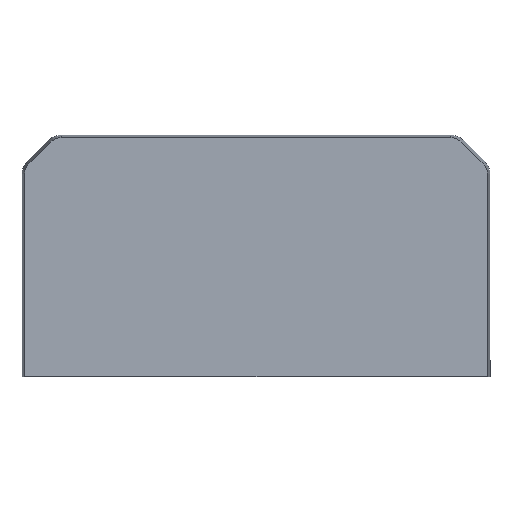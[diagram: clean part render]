
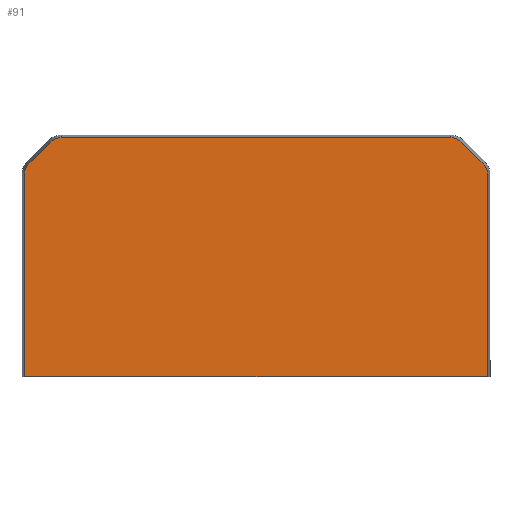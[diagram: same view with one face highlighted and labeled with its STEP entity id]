
A CAD part, front view. The second image highlights one B-rep face of the part: STEP entity #91.
In plain terms, the highlighted planar face has unit normal (0, -1, 0).
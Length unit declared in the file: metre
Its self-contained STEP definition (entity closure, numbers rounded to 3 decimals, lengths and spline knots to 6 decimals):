
#91 = ADVANCED_FACE( '', ( #203 ), #204, .T. );
#203 = FACE_OUTER_BOUND( '', #332, .T. );
#204 = PLANE( '', #333 );
#332 = EDGE_LOOP( '', ( #556, #557, #558, #559, #560, #561, #562, #563, #564, #565 ) );
#333 = AXIS2_PLACEMENT_3D( '', #566, #567, #568 );
#556 = ORIENTED_EDGE( '', *, *, #833, .T. );
#557 = ORIENTED_EDGE( '', *, *, #834, .T. );
#558 = ORIENTED_EDGE( '', *, *, #804, .T. );
#559 = ORIENTED_EDGE( '', *, *, #835, .T. );
#560 = ORIENTED_EDGE( '', *, *, #836, .T. );
#561 = ORIENTED_EDGE( '', *, *, #837, .T. );
#562 = ORIENTED_EDGE( '', *, *, #838, .T. );
#563 = ORIENTED_EDGE( '', *, *, #789, .T. );
#564 = ORIENTED_EDGE( '', *, *, #831, .F. );
#565 = ORIENTED_EDGE( '', *, *, #781, .F. );
#566 = CARTESIAN_POINT( '', ( 0., -0.024, 0. ) );
#567 = DIRECTION( '', ( 0., -1., 0. ) );
#568 = DIRECTION( '', ( 1., 0., 0. ) );
#781 = EDGE_CURVE( '', #942, #944, #945, .T. );
#789 = EDGE_CURVE( '', #957, #958, #959, .T. );
#804 = EDGE_CURVE( '', #980, #981, #982, .T. );
#831 = EDGE_CURVE( '', #944, #958, #1022, .T. );
#833 = EDGE_CURVE( '', #942, #1024, #1025, .F. );
#834 = EDGE_CURVE( '', #1024, #980, #1026, .T. );
#835 = EDGE_CURVE( '', #981, #1027, #1028, .T. );
#836 = EDGE_CURVE( '', #1027, #1029, #1030, .F. );
#837 = EDGE_CURVE( '', #1029, #1031, #1032, .T. );
#838 = EDGE_CURVE( '', #1031, #957, #1033, .T. );
#942 = VERTEX_POINT( '', #1165 );
#944 = VERTEX_POINT( '', #1168 );
#945 = LINE( '', #1169, #1170 );
#957 = VERTEX_POINT( '', #1184 );
#958 = VERTEX_POINT( '', #1185 );
#959 = CIRCLE( '', #1186, 0.005 );
#980 = VERTEX_POINT( '', #1215 );
#981 = VERTEX_POINT( '', #1216 );
#982 = LINE( '', #1217, #1218 );
#1022 = LINE( '', #1274, #1275 );
#1024 = VERTEX_POINT( '', #1277 );
#1025 = LINE( '', #1278, #1279 );
#1026 = CIRCLE( '', #1280, 0.005 );
#1027 = VERTEX_POINT( '', #1281 );
#1028 = CIRCLE( '', #1282, 0.005 );
#1029 = VERTEX_POINT( '', #1283 );
#1030 = LINE( '', #1284, #1285 );
#1031 = VERTEX_POINT( '', #1286 );
#1032 = CIRCLE( '', #1287, 0.005 );
#1033 = LINE( '', #1288, #1289 );
#1165 = CARTESIAN_POINT( '', ( 0.0765, -0.024, -0.0395 ) );
#1168 = CARTESIAN_POINT( '', ( -0.0765, -0.024, -0.0395 ) );
#1169 = CARTESIAN_POINT( '', ( 0., -0.024, -0.0395 ) );
#1170 = VECTOR( '', #1405, 1. );
#1184 = CARTESIAN_POINT( '', ( -0.075036, -0.024, 0.030964 ) );
#1185 = CARTESIAN_POINT( '', ( -0.0765, -0.024, 0.027429 ) );
#1186 = AXIS2_PLACEMENT_3D( '', #1417, #1418, #1419 );
#1215 = CARTESIAN_POINT( '', ( 0.075036, -0.024, 0.030964 ) );
#1216 = CARTESIAN_POINT( '', ( 0.067964, -0.024, 0.038036 ) );
#1217 = CARTESIAN_POINT( '', ( 0.053, -0.024, 0.053 ) );
#1218 = VECTOR( '', #1434, 1. );
#1274 = CARTESIAN_POINT( '', ( -0.0765, -0.024, 0. ) );
#1275 = VECTOR( '', #1469, 1. );
#1277 = CARTESIAN_POINT( '', ( 0.0765, -0.024, 0.027429 ) );
#1278 = CARTESIAN_POINT( '', ( 0.0765, -0.024, 0. ) );
#1279 = VECTOR( '', #1470, 1. );
#1280 = AXIS2_PLACEMENT_3D( '', #1471, #1472, #1473 );
#1281 = CARTESIAN_POINT( '', ( 0.064429, -0.024, 0.0395 ) );
#1282 = AXIS2_PLACEMENT_3D( '', #1474, #1475, #1476 );
#1283 = CARTESIAN_POINT( '', ( -0.064429, -0.024, 0.0395 ) );
#1284 = CARTESIAN_POINT( '', ( 0., -0.024, 0.0395 ) );
#1285 = VECTOR( '', #1477, 1. );
#1286 = CARTESIAN_POINT( '', ( -0.067964, -0.024, 0.038036 ) );
#1287 = AXIS2_PLACEMENT_3D( '', #1478, #1479, #1480 );
#1288 = CARTESIAN_POINT( '', ( -0.053, -0.024, 0.053 ) );
#1289 = VECTOR( '', #1481, 1. );
#1405 = DIRECTION( '', ( -1., 0., 0. ) );
#1417 = CARTESIAN_POINT( '', ( -0.0715, -0.024, 0.027429 ) );
#1418 = DIRECTION( '', ( 0., -1., 0. ) );
#1419 = DIRECTION( '', ( 0., 0., -1. ) );
#1434 = DIRECTION( '', ( -0.707, 0., 0.707 ) );
#1469 = DIRECTION( '', ( 0., 0., 1. ) );
#1470 = DIRECTION( '', ( 0., 0., -1. ) );
#1471 = CARTESIAN_POINT( '', ( 0.0715, -0.024, 0.027429 ) );
#1472 = DIRECTION( '', ( 0., -1., 0. ) );
#1473 = DIRECTION( '', ( 0., 0., -1. ) );
#1474 = CARTESIAN_POINT( '', ( 0.064429, -0.024, 0.0345 ) );
#1475 = DIRECTION( '', ( 0., -1., 0. ) );
#1476 = DIRECTION( '', ( 0., 0., -1. ) );
#1477 = DIRECTION( '', ( 1., 0., 0. ) );
#1478 = CARTESIAN_POINT( '', ( -0.064429, -0.024, 0.0345 ) );
#1479 = DIRECTION( '', ( 0., -1., 0. ) );
#1480 = DIRECTION( '', ( 0., 0., -1. ) );
#1481 = DIRECTION( '', ( -0.707, 0., -0.707 ) );
